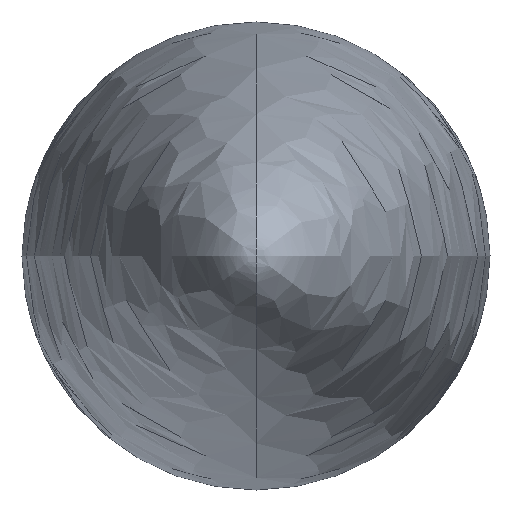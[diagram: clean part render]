
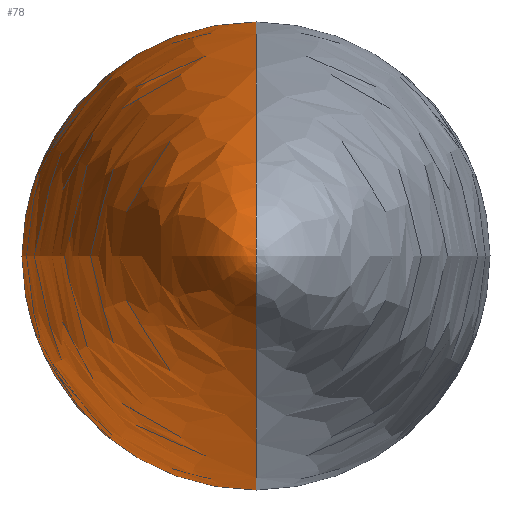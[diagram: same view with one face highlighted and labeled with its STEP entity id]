
A CAD part, front view. The second image highlights one B-rep face of the part: STEP entity #78.
In plain terms, the highlighted free-form (B-spline) face has degree [3, 3] with [4, 4] control points.
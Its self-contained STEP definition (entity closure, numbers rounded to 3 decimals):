
#1 = CARTESIAN_POINT ( 'NONE',  ( -83.058, 0., 41.529 ) ) ;
#2 = CARTESIAN_POINT ( 'NONE',  ( 0., 0., 41.529 ) ) ;
#3 = EDGE_LOOP ( 'NONE', ( #26, #65, #117 ) ) ;
#10 = CARTESIAN_POINT ( 'NONE',  ( 0., -241.3, 0. ) ) ;
#11 = CARTESIAN_POINT ( 'NONE',  ( 0., -241.3, 0. ) ) ;
#13 = VERTEX_POINT ( 'NONE', #44 ) ;
#16 = CIRCLE ( 'NONE', #46, 41.529 ) ;
#21 = CARTESIAN_POINT ( 'NONE',  ( 0., -241.3, 0. ) ) ;
#22 = CARTESIAN_POINT ( 'NONE',  ( 0., -241.3, -24.327 ) ) ;
#24 = CARTESIAN_POINT ( 'NONE',  ( 0., 0., 0. ) ) ;
#26 = ORIENTED_EDGE ( 'NONE', *, *, #77, .F. ) ;
#27 = EDGE_CURVE ( 'NONE', #30, #13, #37, .T. ) ;
#30 = VERTEX_POINT ( 'NONE', #2 ) ;
#31 = CARTESIAN_POINT ( 'NONE',  ( 0., -241.3, 24.327 ) ) ;
#32 = CARTESIAN_POINT ( 'NONE',  ( 0., -241.3, 24.327 ) ) ;
#37 =( BOUNDED_CURVE ( )  B_SPLINE_CURVE ( 3, ( #80, #118, #31, #109 ),
 .UNSPECIFIED., .F., .F. ) 
 B_SPLINE_CURVE_WITH_KNOTS ( ( 4, 4 ),
 ( 4.712, 6.283 ),
 .UNSPECIFIED. ) 
 CURVE ( )  GEOMETRIC_REPRESENTATION_ITEM ( )  RATIONAL_B_SPLINE_CURVE ( ( 1., 0.805, 0.805, 1. ) ) 
 REPRESENTATION_ITEM ( '' )  );
#40 = CARTESIAN_POINT ( 'NONE',  ( 0., -141.35, -41.529 ) ) ;
#44 = CARTESIAN_POINT ( 'NONE',  ( 0., -241.3, 0. ) ) ;
#46 = AXIS2_PLACEMENT_3D ( 'NONE', #24, #56, #99 ) ;
#54 = CARTESIAN_POINT ( 'NONE',  ( 0., -141.35, -41.529 ) ) ;
#55 =( BOUNDED_SURFACE ( )  B_SPLINE_SURFACE ( 3, 3, ( 
 ( #75, #108, #1, #115 ),
 ( #40, #100, #116, #68 ),
 ( #71, #104, #101, #32 ),
 ( #11, #111, #21, #10 ) ),
 .UNSPECIFIED., .F., .F., .T. ) 
 B_SPLINE_SURFACE_WITH_KNOTS ( ( 4, 4 ),
 ( 4, 4 ),
 ( 0., 1. ),
 ( 0., 1. ),
 .UNSPECIFIED. ) 
 GEOMETRIC_REPRESENTATION_ITEM ( )  RATIONAL_B_SPLINE_SURFACE ( (
 ( 1., 0.333, 0.333, 1.),
 ( 0.805, 0.268, 0.268, 0.805),
 ( 0.805, 0.268, 0.268, 0.805),
 ( 1., 0.333, 0.333, 1.) ) ) 
 REPRESENTATION_ITEM ( '' )  SURFACE ( )  );
#56 = DIRECTION ( 'NONE',  ( 0., 1., 0. ) ) ;
#57 = FACE_OUTER_BOUND ( 'NONE', #3, .T. ) ;
#63 = CARTESIAN_POINT ( 'NONE',  ( 0., -241.3, 0. ) ) ;
#65 = ORIENTED_EDGE ( 'NONE', *, *, #95, .T. ) ;
#67 =( BOUNDED_CURVE ( )  B_SPLINE_CURVE ( 3, ( #120, #54, #22, #63 ),
 .UNSPECIFIED., .F., .T. ) 
 B_SPLINE_CURVE_WITH_KNOTS ( ( 4, 4 ),
 ( 4.712, 6.283 ),
 .UNSPECIFIED. ) 
 CURVE ( )  GEOMETRIC_REPRESENTATION_ITEM ( )  RATIONAL_B_SPLINE_CURVE ( ( 1., 0.805, 0.805, 1. ) ) 
 REPRESENTATION_ITEM ( '' )  );
#68 = CARTESIAN_POINT ( 'NONE',  ( 0., -141.35, 41.529 ) ) ;
#71 = CARTESIAN_POINT ( 'NONE',  ( 0., -241.3, -24.327 ) ) ;
#75 = CARTESIAN_POINT ( 'NONE',  ( 0., 0., -41.529 ) ) ;
#77 = EDGE_CURVE ( 'NONE', #102, #30, #16, .T. ) ;
#78 = ADVANCED_FACE ( 'NONE', ( #57 ), #55, .T. ) ;
#80 = CARTESIAN_POINT ( 'NONE',  ( 0., 0., 41.529 ) ) ;
#95 = EDGE_CURVE ( 'NONE', #102, #13, #67, .T. ) ;
#99 = DIRECTION ( 'NONE',  ( 0., 0., 1. ) ) ;
#100 = CARTESIAN_POINT ( 'NONE',  ( -83.058, -141.35, -41.529 ) ) ;
#101 = CARTESIAN_POINT ( 'NONE',  ( -48.654, -241.3, 24.327 ) ) ;
#102 = VERTEX_POINT ( 'NONE', #119 ) ;
#104 = CARTESIAN_POINT ( 'NONE',  ( -48.654, -241.3, -24.327 ) ) ;
#108 = CARTESIAN_POINT ( 'NONE',  ( -83.058, 0., -41.529 ) ) ;
#109 = CARTESIAN_POINT ( 'NONE',  ( 0., -241.3, 0. ) ) ;
#111 = CARTESIAN_POINT ( 'NONE',  ( 0., -241.3, 0. ) ) ;
#115 = CARTESIAN_POINT ( 'NONE',  ( 0., 0., 41.529 ) ) ;
#116 = CARTESIAN_POINT ( 'NONE',  ( -83.058, -141.35, 41.529 ) ) ;
#117 = ORIENTED_EDGE ( 'NONE', *, *, #27, .F. ) ;
#118 = CARTESIAN_POINT ( 'NONE',  ( 0., -141.35, 41.529 ) ) ;
#119 = CARTESIAN_POINT ( 'NONE',  ( 0., 0., -41.529 ) ) ;
#120 = CARTESIAN_POINT ( 'NONE',  ( 0., 0., -41.529 ) ) ;
